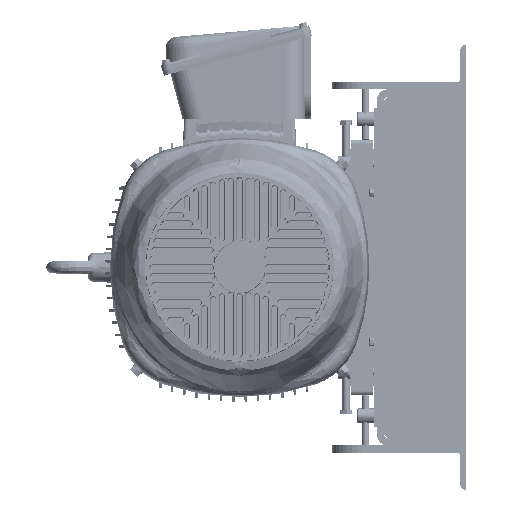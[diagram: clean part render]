
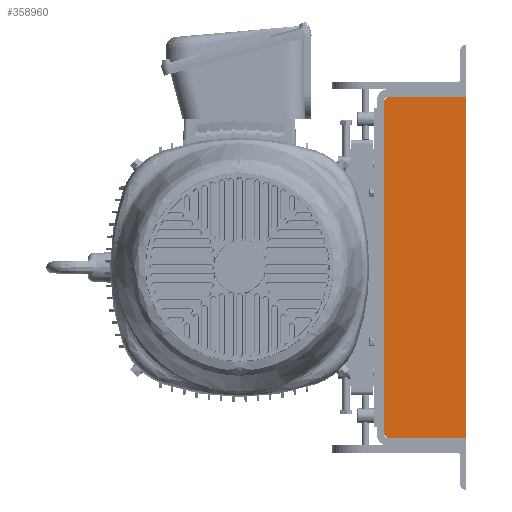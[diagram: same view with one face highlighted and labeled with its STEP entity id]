
A CAD part, left-side view. The second image highlights one B-rep face of the part: STEP entity #358960.
In plain terms, the highlighted planar face has unit normal (-1, 0, 0).
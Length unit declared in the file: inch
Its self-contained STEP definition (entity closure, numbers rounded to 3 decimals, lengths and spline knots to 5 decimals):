
#12961 = DIRECTION ( 'NONE',  ( 0., 0., 1. ) ) ;
#21687 = DIRECTION ( 'NONE',  ( 0., -0.707, 0.707 ) ) ;
#35049 = DIRECTION ( 'NONE',  ( 0., 0.707, 0.707 ) ) ;
#37565 = LINE ( 'NONE', #185048, #295019 ) ;
#47245 = VERTEX_POINT ( 'NONE', #188592 ) ;
#49283 = VERTEX_POINT ( 'NONE', #163192 ) ;
#63630 = ORIENTED_EDGE ( 'NONE', *, *, #257283, .F. ) ;
#66462 = VERTEX_POINT ( 'NONE', #197785 ) ;
#72831 = CARTESIAN_POINT ( 'NONE',  ( 0., 5.5, -0.75 ) ) ;
#77684 = DIRECTION ( 'NONE',  ( 0., 0., 1. ) ) ;
#78021 = LINE ( 'NONE', #295178, #91178 ) ;
#87400 = CARTESIAN_POINT ( 'NONE',  ( 0., 0., -0.5 ) ) ;
#90932 = ORIENTED_EDGE ( 'NONE', *, *, #131573, .F. ) ;
#91072 = DIRECTION ( 'NONE',  ( 0., -1., 0. ) ) ;
#91178 = VECTOR ( 'NONE', #276410, 39.37008 ) ;
#96223 = DIRECTION ( 'NONE',  ( -1., 0., 0. ) ) ;
#103705 = VERTEX_POINT ( 'NONE', #305981 ) ;
#108170 = LINE ( 'NONE', #226218, #175187 ) ;
#120504 = AXIS2_PLACEMENT_3D ( 'NONE', #177045, #96223, #12961 ) ;
#130373 = FACE_OUTER_BOUND ( 'NONE', #174206, .T. ) ;
#130642 = VERTEX_POINT ( 'NONE', #256774 ) ;
#131573 = EDGE_CURVE ( 'NONE', #351227, #103705, #37565, .T. ) ;
#141505 = CARTESIAN_POINT ( 'NONE',  ( 0., 0., -0.5 ) ) ;
#163192 = CARTESIAN_POINT ( 'NONE',  ( 0., 5.5, -23.25 ) ) ;
#174206 = EDGE_LOOP ( 'NONE', ( #90932, #194684, #186848, #63630, #236388, #192650 ) ) ;
#175187 = VECTOR ( 'NONE', #35049, 39.37008 ) ;
#177045 = CARTESIAN_POINT ( 'NONE',  ( 0., 0., 0.63898 ) ) ;
#185048 = CARTESIAN_POINT ( 'NONE',  ( 0., 0., -23.5 ) ) ;
#186848 = ORIENTED_EDGE ( 'NONE', *, *, #323091, .F. ) ;
#188592 = CARTESIAN_POINT ( 'NONE',  ( 0., 5.25, -23.5 ) ) ;
#190419 = EDGE_CURVE ( 'NONE', #47245, #49283, #108170, .T. ) ;
#192650 = ORIENTED_EDGE ( 'NONE', *, *, #192829, .F. ) ;
#192829 = EDGE_CURVE ( 'NONE', #103705, #47245, #78021, .T. ) ;
#194684 = ORIENTED_EDGE ( 'NONE', *, *, #323522, .F. ) ;
#197785 = CARTESIAN_POINT ( 'NONE',  ( 0., 5.5, -0.75 ) ) ;
#201155 = VECTOR ( 'NONE', #21687, 39.37008 ) ;
#205473 = LINE ( 'NONE', #87400, #329537 ) ;
#226218 = CARTESIAN_POINT ( 'NONE',  ( 0., 5.5, -23.25 ) ) ;
#236388 = ORIENTED_EDGE ( 'NONE', *, *, #190419, .F. ) ;
#237698 = PLANE ( 'NONE',  #120504 ) ;
#242079 = DIRECTION ( 'NONE',  ( 0., 0., -1. ) ) ;
#245589 = LINE ( 'NONE', #325905, #201155 ) ;
#256774 = CARTESIAN_POINT ( 'NONE',  ( 0., 5.25, -0.5 ) ) ;
#257283 = EDGE_CURVE ( 'NONE', #49283, #66462, #285665, .T. ) ;
#276410 = DIRECTION ( 'NONE',  ( 0., 1., 0. ) ) ;
#285665 = LINE ( 'NONE', #72831, #290305 ) ;
#290305 = VECTOR ( 'NONE', #77684, 39.37008 ) ;
#295019 = VECTOR ( 'NONE', #242079, 39.37008 ) ;
#295178 = CARTESIAN_POINT ( 'NONE',  ( 0., 5.25, -23.5 ) ) ;
#305981 = CARTESIAN_POINT ( 'NONE',  ( 0., 0., -23.5 ) ) ;
#323091 = EDGE_CURVE ( 'NONE', #66462, #130642, #245589, .T. ) ;
#323522 = EDGE_CURVE ( 'NONE', #130642, #351227, #205473, .T. ) ;
#325905 = CARTESIAN_POINT ( 'NONE',  ( 0., 5.25, -0.5 ) ) ;
#329537 = VECTOR ( 'NONE', #91072, 39.37008 ) ;
#351227 = VERTEX_POINT ( 'NONE', #141505 ) ;
#358960 = ADVANCED_FACE ( 'NONE', ( #130373 ), #237698, .T. ) ;
